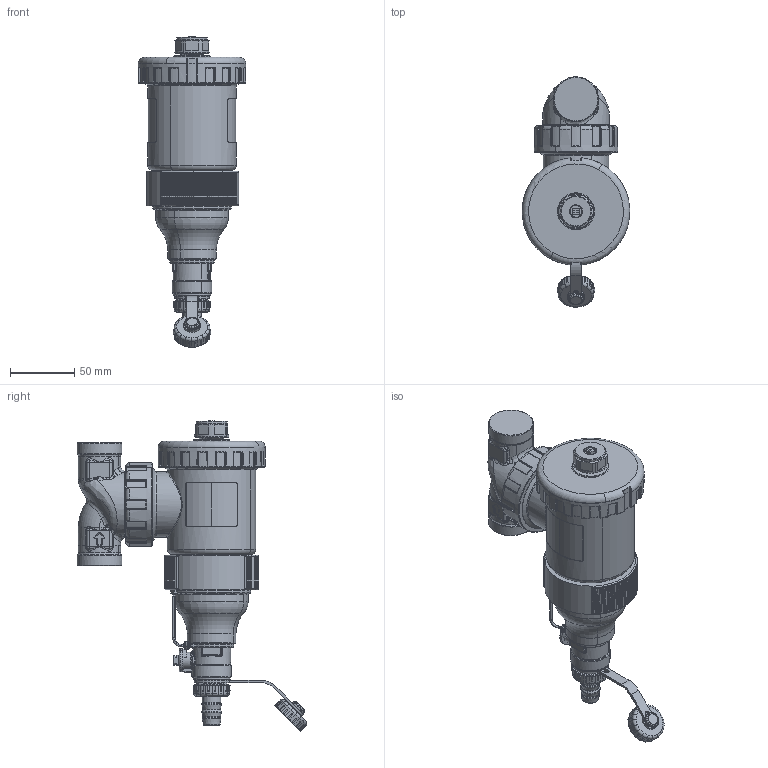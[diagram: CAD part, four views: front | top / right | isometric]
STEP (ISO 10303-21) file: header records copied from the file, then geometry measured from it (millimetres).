
FILE_DESCRIPTION(('CATIA V5 STEP Exchange','CAx-IF Rec.Pracs.--- Model Styling and Organization---1.2---2011-12-15'),'2;1');
FILE_NAME('545305 - TST.stp','2016-11-07T14:30:32+00:00',('none'),('none'),'CATIA Version 5-6 Release 2014 SP5','CATIA V5 STEP AP214','none');
FILE_SCHEMA(('AUTOMOTIVE_DESIGN { 1 0 10303 214 1 1 1 1 }'));
Products named in the file (1): 545305 - TST
Bounding box: 83.88 x 179.36 x 242.42 mm (x, y, z)
Volume: 799183.5 mm3; surface area: 79472.9 mm2
Topology: 1 solids, 1 shells, 3077 faces, 7478 edges, 4252 vertices
Faces by surface type: cylinder 1086, bspline 809, plane 513, torus 468, sphere 106, cone 91, revolution 4
Entity records: 134362 total; most frequent: CARTESIAN_POINT 72730, ORIENTED_EDGE 14580, DIRECTION 7487, EDGE_CURVE 7290, AXIS2_PLACEMENT_3D 4377, VERTEX_POINT 4252, EDGE_LOOP 3120, ADVANCED_FACE 3077
